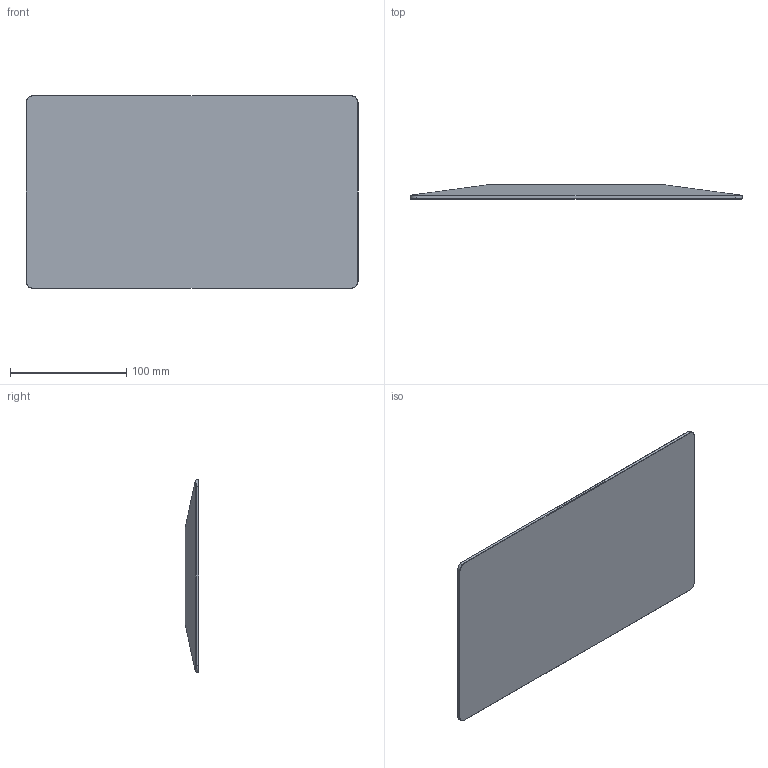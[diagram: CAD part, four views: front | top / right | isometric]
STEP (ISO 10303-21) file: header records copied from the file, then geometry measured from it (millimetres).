
FILE_DESCRIPTION (( 'STEP AP203' ), '1' );
FILE_NAME ('Jupiter 凳膘啣.STEP', '2022-09-13T08:57:15', ( '' ), ( '' ), 'SwSTEP 2.0', 'SolidWorks 2016', '' );
FILE_SCHEMA (( 'CONFIG_CONTROL_DESIGN' ));
Length unit declared in the file: millimetre
Products named in the file (1): Jupiter 凳膘啣
Bounding box: 286 x 12 x 166 mm (x, y, z)
Volume: 395306.8 mm3; surface area: 98260.9 mm2
Topology: 1 solids, 1 shells, 58 faces, 136 edges, 76 vertices
Faces by surface type: plane 18, cylinder 16, cone 12, bspline 12
Entity records: 2007 total; most frequent: CARTESIAN_POINT 769, ORIENTED_EDGE 256, DIRECTION 202, EDGE_CURVE 128, VERTEX_POINT 76, AXIS2_PLACEMENT_3D 71, EDGE_LOOP 62, VECTOR 60
